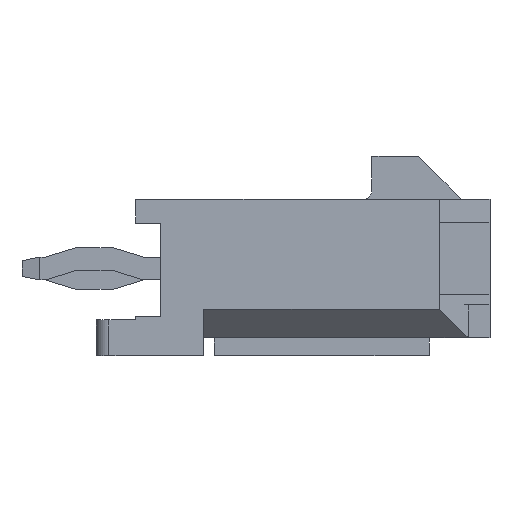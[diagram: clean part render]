
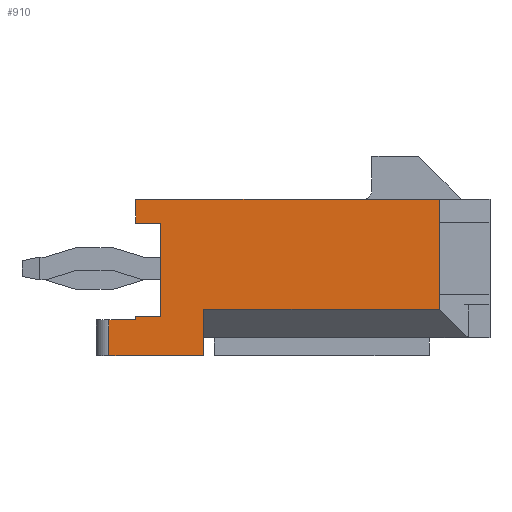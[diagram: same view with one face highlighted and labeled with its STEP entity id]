
A CAD part, left-side view. The second image highlights one B-rep face of the part: STEP entity #910.
In plain terms, the highlighted planar face has unit normal (-1, 0, 0).
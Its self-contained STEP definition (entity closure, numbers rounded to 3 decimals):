
#910 = ADVANCED_FACE( '', ( #1790 ), #1791, .T. );
#1790 = FACE_OUTER_BOUND( '', #2649, .T. );
#1791 = PLANE( '', #2650 );
#2649 = EDGE_LOOP( '', ( #5200, #5201, #5202, #5203, #5204, #5205, #5206, #5207, #5208, #5209, #5210, #5211, #5212, #5213 ) );
#2650 = AXIS2_PLACEMENT_3D( '', #5214, #5215, #5216 );
#5200 = ORIENTED_EDGE( '', *, *, #5622, .F. );
#5201 = ORIENTED_EDGE( '', *, *, #6368, .T. );
#5202 = ORIENTED_EDGE( '', *, *, #5383, .F. );
#5203 = ORIENTED_EDGE( '', *, *, #6401, .F. );
#5204 = ORIENTED_EDGE( '', *, *, #6075, .F. );
#5205 = ORIENTED_EDGE( '', *, *, #5818, .T. );
#5206 = ORIENTED_EDGE( '', *, *, #6416, .T. );
#5207 = ORIENTED_EDGE( '', *, *, #5985, .T. );
#5208 = ORIENTED_EDGE( '', *, *, #5479, .T. );
#5209 = ORIENTED_EDGE( '', *, *, #6208, .T. );
#5210 = ORIENTED_EDGE( '', *, *, #6173, .T. );
#5211 = ORIENTED_EDGE( '', *, *, #6390, .T. );
#5212 = ORIENTED_EDGE( '', *, *, #6417, .T. );
#5213 = ORIENTED_EDGE( '', *, *, #6187, .T. );
#5214 = CARTESIAN_POINT( '', ( -12.325, 0., 0. ) );
#5215 = DIRECTION( '', ( -1., 0., 0. ) );
#5216 = DIRECTION( '', ( 0., 0., 1. ) );
#5383 = EDGE_CURVE( '', #6444, #6445, #6446, .T. );
#5479 = EDGE_CURVE( '', #6613, #6618, #6620, .T. );
#5622 = EDGE_CURVE( '', #6861, #6863, #6864, .T. );
#5818 = EDGE_CURVE( '', #7191, #7189, #7192, .T. );
#5985 = EDGE_CURVE( '', #7442, #6613, #7446, .T. );
#6075 = EDGE_CURVE( '', #7191, #7574, #7575, .T. );
#6173 = EDGE_CURVE( '', #7703, #7701, #7704, .T. );
#6187 = EDGE_CURVE( '', #7723, #6863, #7724, .T. );
#6208 = EDGE_CURVE( '', #6618, #7703, #7750, .T. );
#6368 = EDGE_CURVE( '', #6861, #6445, #7931, .T. );
#6390 = EDGE_CURVE( '', #7701, #7955, #7957, .T. );
#6401 = EDGE_CURVE( '', #7574, #6444, #7969, .T. );
#6416 = EDGE_CURVE( '', #7189, #7442, #7984, .T. );
#6417 = EDGE_CURVE( '', #7955, #7723, #7985, .T. );
#6444 = VERTEX_POINT( '', #8013 );
#6445 = VERTEX_POINT( '', #8014 );
#6446 = LINE( '', #8015, #8016 );
#6613 = VERTEX_POINT( '', #8259 );
#6618 = VERTEX_POINT( '', #8266 );
#6620 = LINE( '', #8269, #8270 );
#6861 = VERTEX_POINT( '', #8625 );
#6863 = VERTEX_POINT( '', #8628 );
#6864 = LINE( '', #8629, #8630 );
#7189 = VERTEX_POINT( '', #9121 );
#7191 = VERTEX_POINT( '', #9124 );
#7192 = LINE( '', #9125, #9126 );
#7442 = VERTEX_POINT( '', #9503 );
#7446 = LINE( '', #9509, #9510 );
#7574 = VERTEX_POINT( '', #9711 );
#7575 = LINE( '', #9712, #9713 );
#7701 = VERTEX_POINT( '', #9904 );
#7703 = VERTEX_POINT( '', #9907 );
#7704 = LINE( '', #9908, #9909 );
#7723 = VERTEX_POINT( '', #9937 );
#7724 = LINE( '', #9938, #9939 );
#7750 = LINE( '', #9977, #9978 );
#7931 = LINE( '', #10250, #10251 );
#7955 = VERTEX_POINT( '', #10284 );
#7957 = LINE( '', #10286, #10287 );
#7969 = LINE( '', #10304, #10305 );
#7984 = LINE( '', #10323, #10324 );
#7985 = LINE( '', #10325, #10326 );
#8013 = CARTESIAN_POINT( '', ( -12.325, -3.536, -0.465 ) );
#8014 = CARTESIAN_POINT( '', ( -12.325, -3.536, -0.885 ) );
#8015 = CARTESIAN_POINT( '', ( -12.325, -3.536, 0. ) );
#8016 = VECTOR( '', #10360, 1000. );
#8259 = CARTESIAN_POINT( '', ( -12.325, 4.25, 1.515 ) );
#8266 = CARTESIAN_POINT( '', ( -12.325, 4.25, -1.085 ) );
#8269 = CARTESIAN_POINT( '', ( -12.325, 4.25, 0. ) );
#8270 = VECTOR( '', #10440, 1000. );
#8625 = CARTESIAN_POINT( '', ( -12.325, 3.05, -0.885 ) );
#8628 = CARTESIAN_POINT( '', ( -12.325, 3.05, -2.185 ) );
#8629 = CARTESIAN_POINT( '', ( -12.325, 3.05, -1.685 ) );
#8630 = VECTOR( '', #10556, 1000. );
#9121 = CARTESIAN_POINT( '', ( -12.325, 4.95, 2.185 ) );
#9124 = CARTESIAN_POINT( '', ( -12.325, -3.536, 2.185 ) );
#9125 = CARTESIAN_POINT( '', ( -12.325, -4.95, 2.185 ) );
#9126 = VECTOR( '', #10727, 1000. );
#9503 = CARTESIAN_POINT( '', ( -12.325, 4.95, 1.515 ) );
#9509 = CARTESIAN_POINT( '', ( -12.325, 0., 1.515 ) );
#9510 = VECTOR( '', #10857, 1000. );
#9711 = CARTESIAN_POINT( '', ( -12.325, -3.536, 1.535 ) );
#9712 = CARTESIAN_POINT( '', ( -12.325, -3.536, 0. ) );
#9713 = VECTOR( '', #10931, 1000. );
#9904 = CARTESIAN_POINT( '', ( -12.325, 4.95, -1.185 ) );
#9907 = CARTESIAN_POINT( '', ( -12.325, 4.95, -1.085 ) );
#9908 = CARTESIAN_POINT( '', ( -12.325, 4.95, 2.185 ) );
#9909 = VECTOR( '', #11004, 1000. );
#9937 = CARTESIAN_POINT( '', ( -12.325, 5.7, -2.185 ) );
#9938 = CARTESIAN_POINT( '', ( -12.325, 4.95, -2.185 ) );
#9939 = VECTOR( '', #11014, 1000. );
#9977 = CARTESIAN_POINT( '', ( -12.325, 0., -1.085 ) );
#9978 = VECTOR( '', #11030, 1000. );
#10250 = CARTESIAN_POINT( '', ( -12.325, 0., -0.885 ) );
#10251 = VECTOR( '', #11125, 1000. );
#10284 = CARTESIAN_POINT( '', ( -12.325, 5.7, -1.185 ) );
#10286 = CARTESIAN_POINT( '', ( -12.325, 4.95, -1.185 ) );
#10287 = VECTOR( '', #11138, 1000. );
#10304 = CARTESIAN_POINT( '', ( -12.325, -3.536, 1.535 ) );
#10305 = VECTOR( '', #11144, 1000. );
#10323 = CARTESIAN_POINT( '', ( -12.325, 4.95, 2.185 ) );
#10324 = VECTOR( '', #11148, 1000. );
#10325 = CARTESIAN_POINT( '', ( -12.325, 5.7, -1.185 ) );
#10326 = VECTOR( '', #11149, 1000. );
#10360 = DIRECTION( '', ( 0., 0., -1. ) );
#10440 = DIRECTION( '', ( 0., 0., -1. ) );
#10556 = DIRECTION( '', ( 0., 0., -1. ) );
#10727 = DIRECTION( '', ( 0., 1., 0. ) );
#10857 = DIRECTION( '', ( 0., -1., 0. ) );
#10931 = DIRECTION( '', ( 0., 0., -1. ) );
#11004 = DIRECTION( '', ( 0., 0., -1. ) );
#11014 = DIRECTION( '', ( 0., -1., 0. ) );
#11030 = DIRECTION( '', ( 0., 1., 0. ) );
#11125 = DIRECTION( '', ( 0., -1., 0. ) );
#11138 = DIRECTION( '', ( 0., 1., 0. ) );
#11144 = DIRECTION( '', ( 0., 0., -1. ) );
#11148 = DIRECTION( '', ( 0., 0., -1. ) );
#11149 = DIRECTION( '', ( 0., 0., -1. ) );
